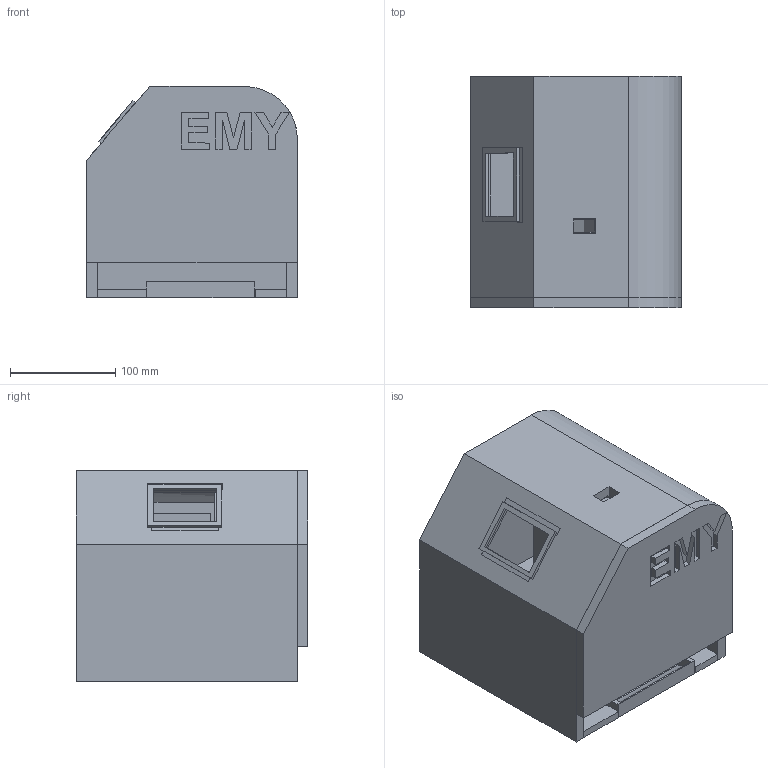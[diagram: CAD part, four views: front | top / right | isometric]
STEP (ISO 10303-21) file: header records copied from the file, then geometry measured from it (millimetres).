
FILE_DESCRIPTION(/* description */ (''),/* implementation_level */ '2;1');
FILE_NAME(/* name */ 'Emy.step',/* time_stamp */ '2023-07-16T21:48:33+03:00',/* author */ (''),/* organization */ (''),/* preprocessor_version */ 'ST-DEVELOPER v19.2',/* originating_system */ 'Autodesk Translation Framework v12.6.0.85',/* authorisation */ '');
FILE_SCHEMA (('AUTOMOTIVE_DESIGN { 1 0 10303 214 3 1 1 }'));
Length unit declared in the file: millimetre
Products named in the file (12): Emy v15; Corp; Component3; Usa; usa nou; Dispenser; Suport motor; Prelungire servo; Suport stepper; Tavita colectare; Suport tavita; Cadru ecran
Assembly tree (11 placements, depth 3):
  Emy v15
    Corp
      Component3
    Usa
      usa nou
    Dispenser
    Suport motor
    Prelungire servo
    Suport stepper
    Tavita colectare
    Suport tavita
    Cadru ecran
Bounding box: 200.03 x 219.75 x 200.25 mm (x, y, z)
Volume: 2397624.6 mm3; surface area: 657119.2 mm2
Topology: 10 solids, 10 shells, 275 faces, 700 edges, 464 vertices
Faces by surface type: plane 216, cylinder 55, bspline 3, cone 1
Full cylindrical faces by diameter (mm): 4 x2, 4.005 x2, 4.2 x6, 4.253 x2, 4.438 x2, 5.2 x14, 24.845 x1, 90 x2
Entity records: 8876 total; most frequent: CARTESIAN_POINT 1655, DIRECTION 1439, ORIENTED_EDGE 1400, EDGE_CURVE 700, LINE 535, VECTOR 535, VERTEX_POINT 464, AXIS2_PLACEMENT_3D 452
